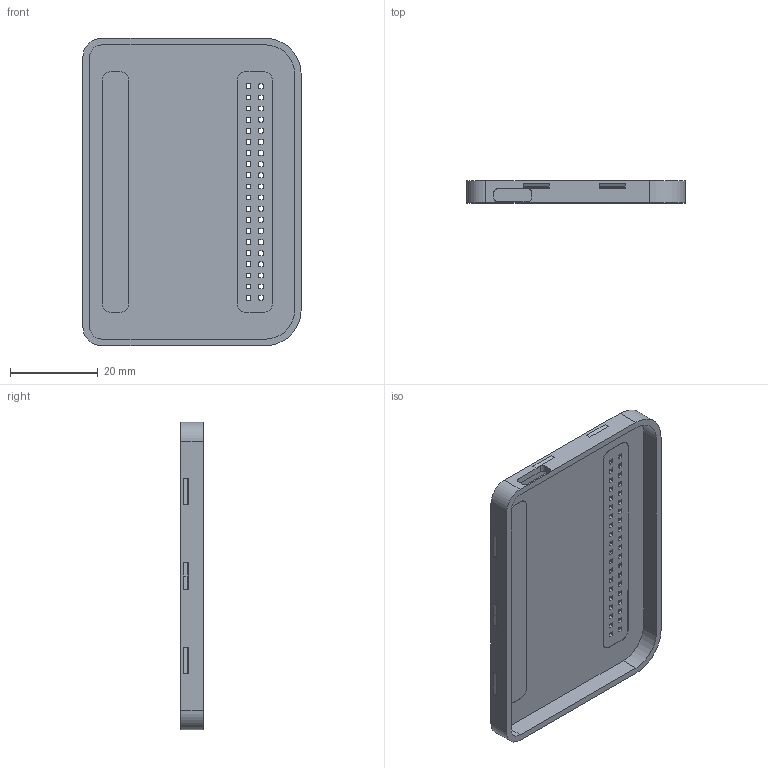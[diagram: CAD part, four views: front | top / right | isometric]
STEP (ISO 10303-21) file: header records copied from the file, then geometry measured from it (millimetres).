
FILE_DESCRIPTION (( 'STEP AP214' ), '1' );
FILE_NAME ('Top Cover.STEP', '2024-10-12T07:25:38', ( '' ), ( '' ), 'SwSTEP 2.0', 'SolidWorks 2024', '' );
FILE_SCHEMA (( 'AUTOMOTIVE_DESIGN' ));
Length unit declared in the file: millimetre
Products named in the file (1): Top Cover
Bounding box: 49.83 x 5.1 x 70.15 mm (x, y, z)
Volume: 4703.2 mm3; surface area: 9089.2 mm2
Topology: 1 solids, 1 shells, 457 faces, 1311 edges, 870 vertices
Faces by surface type: plane 243, cylinder 210, torus 4
Entity records: 15218 total; most frequent: DIRECTION 2649, CARTESIAN_POINT 2639, ORIENTED_EDGE 2622, EDGE_CURVE 1311, LINE 889, VECTOR 889, AXIS2_PLACEMENT_3D 880, VERTEX_POINT 870
